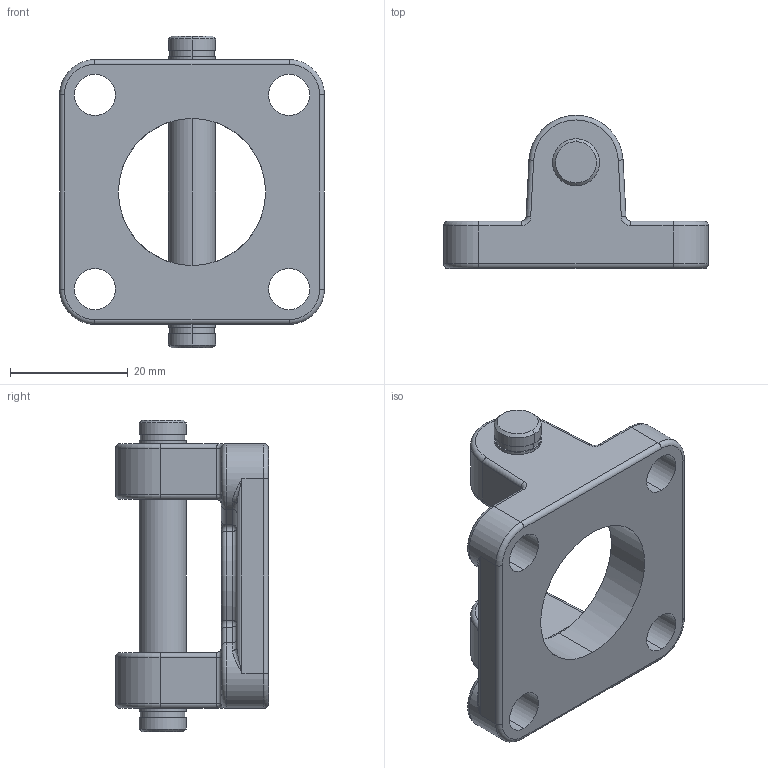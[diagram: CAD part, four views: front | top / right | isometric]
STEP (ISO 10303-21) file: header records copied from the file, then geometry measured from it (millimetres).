
FILE_DESCRIPTION(('FreeCAD Model'),'2;1');
FILE_NAME('Open CASCADE Shape Model','2022-10-05T14:42:23',('FreeCAD'),( 'FreeCAD'),'Open CASCADE STEP processor 7.6','FreeCAD','Unknown');
FILE_SCHEMA(('AUTOMOTIVE_DESIGN { 1 0 10303 214 1 1 1 1 }'));
Length unit declared in the file: millimetre
Products named in the file (1): Open CASCADE STEP translator 7.6 4
Bounding box: 45 x 26 x 53 mm (x, y, z)
Volume: 16660.5 mm3; surface area: 8502.5 mm2
Topology: 2 solids, 2 shells, 138 faces, 323 edges, 185 vertices
Faces by surface type: cylinder 69, torus 27, plane 25, bspline 10, cone 4, sphere 3
Entity records: 9843 total; most frequent: CARTESIAN_POINT 3438, DIRECTION 1255, ORIENTED_EDGE 632, PCURVE 632, DEFINITIONAL_REPRESENTATION 632, LINE 608, VECTOR 608, EDGE_CURVE 316
